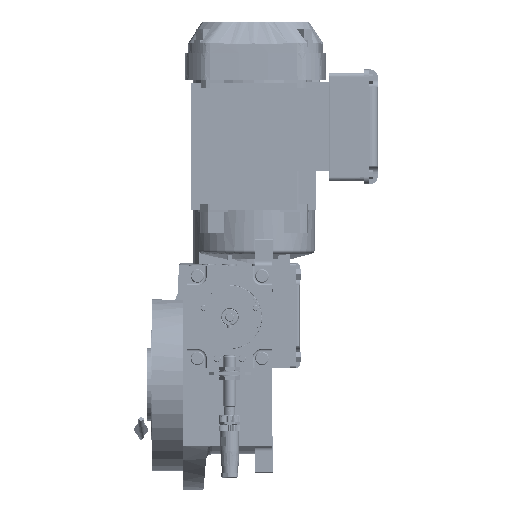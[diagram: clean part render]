
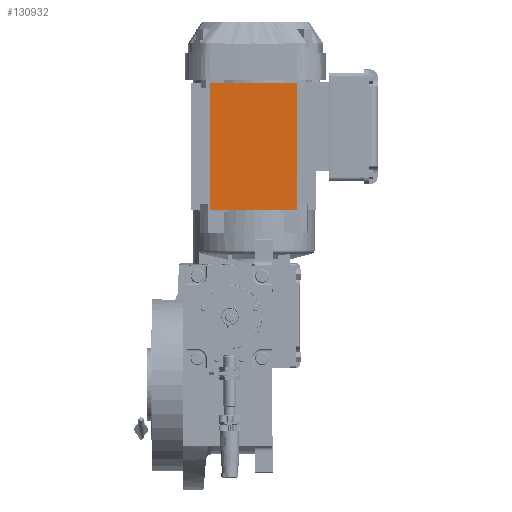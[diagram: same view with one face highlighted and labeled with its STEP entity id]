
A CAD part, left-side view. The second image highlights one B-rep face of the part: STEP entity #130932.
In plain terms, the highlighted face is planar.
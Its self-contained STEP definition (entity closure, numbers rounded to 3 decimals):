
#821 = CARTESIAN_POINT ( 'NONE',  ( 225., 60., 64.5 ) ) ;
#1023 = ORIENTED_EDGE ( 'NONE', *, *, #139890, .T. ) ;
#3472 = EDGE_CURVE ( 'NONE', #69573, #103172, #122341, .T. ) ;
#21099 = DIRECTION ( 'NONE',  ( 0., 0., -1. ) ) ;
#21310 = AXIS2_PLACEMENT_3D ( 'NONE', #821, #45944, #48130 ) ;
#22867 = LINE ( 'NONE', #115226, #74687 ) ;
#40038 = EDGE_CURVE ( 'NONE', #140262, #103172, #22867, .T. ) ;
#40774 = LINE ( 'NONE', #74004, #121551 ) ;
#45944 = DIRECTION ( 'NONE',  ( 0., 1., 0. ) ) ;
#48130 = DIRECTION ( 'NONE',  ( 1., 0., 0. ) ) ;
#54079 = CARTESIAN_POINT ( 'NONE',  ( 103., 60., 64.5 ) ) ;
#55598 = ORIENTED_EDGE ( 'NONE', *, *, #136204, .F. ) ;
#61348 = CARTESIAN_POINT ( 'NONE',  ( 225., 60., 64.5 ) ) ;
#63278 = CARTESIAN_POINT ( 'NONE',  ( 103., 60., 64.5 ) ) ;
#69573 = VERTEX_POINT ( 'NONE', #54079 ) ;
#73280 = DIRECTION ( 'NONE',  ( -1., 0., 0. ) ) ;
#74004 = CARTESIAN_POINT ( 'NONE',  ( 225., 60., 64.5 ) ) ;
#74535 = VECTOR ( 'NONE', #21099, 1000. ) ;
#74687 = VECTOR ( 'NONE', #114498, 1000. ) ;
#80634 = PLANE ( 'NONE',  #21310 ) ;
#91182 = EDGE_LOOP ( 'NONE', ( #103529, #55598, #1023, #121258 ) ) ;
#98904 = VERTEX_POINT ( 'NONE', #143679 ) ;
#102100 = FACE_OUTER_BOUND ( 'NONE', #91182, .T. ) ;
#103172 = VERTEX_POINT ( 'NONE', #136030 ) ;
#103529 = ORIENTED_EDGE ( 'NONE', *, *, #3472, .F. ) ;
#107166 = LINE ( 'NONE', #61348, #138511 ) ;
#114498 = DIRECTION ( 'NONE',  ( -1., 0., 0. ) ) ;
#115226 = CARTESIAN_POINT ( 'NONE',  ( 225., 60., -18.5 ) ) ;
#117511 = DIRECTION ( 'NONE',  ( 0., 0., -1. ) ) ;
#121258 = ORIENTED_EDGE ( 'NONE', *, *, #40038, .T. ) ;
#121551 = VECTOR ( 'NONE', #73280, 1000. ) ;
#122341 = LINE ( 'NONE', #63278, #74535 ) ;
#130932 = ADVANCED_FACE ( 'NONE', ( #102100 ), #80634, .T. ) ;
#136030 = CARTESIAN_POINT ( 'NONE',  ( 103., 60., -18.5 ) ) ;
#136204 = EDGE_CURVE ( 'NONE', #98904, #69573, #40774, .T. ) ;
#138060 = CARTESIAN_POINT ( 'NONE',  ( 225., 60., -18.5 ) ) ;
#138511 = VECTOR ( 'NONE', #117511, 1000. ) ;
#139890 = EDGE_CURVE ( 'NONE', #98904, #140262, #107166, .T. ) ;
#140262 = VERTEX_POINT ( 'NONE', #138060 ) ;
#143679 = CARTESIAN_POINT ( 'NONE',  ( 225., 60., 64.5 ) ) ;
